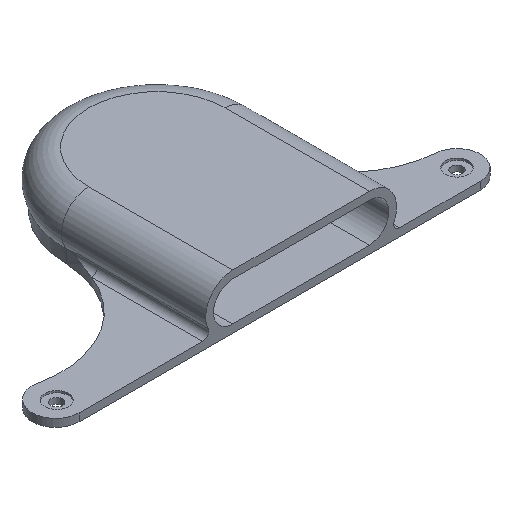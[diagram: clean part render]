
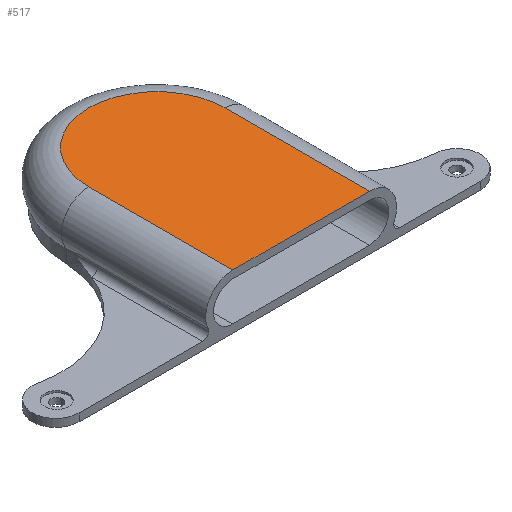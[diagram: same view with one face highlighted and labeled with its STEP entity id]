
A CAD part, isometric view. The second image highlights one B-rep face of the part: STEP entity #517.
In plain terms, the highlighted planar face has unit normal (0, 0, 1).
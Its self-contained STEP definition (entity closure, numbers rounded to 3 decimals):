
#39=PLANE('',#586);
#59=FACE_OUTER_BOUND('',#93,.T.);
#93=EDGE_LOOP('',(#399,#400,#401,#402));
#127=LINE('',#953,#158);
#128=LINE('',#965,#159);
#129=LINE('',#966,#160);
#158=VECTOR('',#709,10.);
#159=VECTOR('',#714,10.);
#160=VECTOR('',#715,10.);
#189=CIRCLE('',#572,17.5);
#232=VERTEX_POINT('',#892);
#233=VERTEX_POINT('',#894);
#245=VERTEX_POINT('',#952);
#246=VERTEX_POINT('',#964);
#287=EDGE_CURVE('',#233,#232,#189,.T.);
#303=EDGE_CURVE('',#245,#233,#127,.T.);
#306=EDGE_CURVE('',#246,#245,#128,.T.);
#307=EDGE_CURVE('',#246,#232,#129,.T.);
#399=ORIENTED_EDGE('',*,*,#306,.T.);
#400=ORIENTED_EDGE('',*,*,#303,.T.);
#401=ORIENTED_EDGE('',*,*,#287,.T.);
#402=ORIENTED_EDGE('',*,*,#307,.F.);
#517=ADVANCED_FACE('',(#59),#39,.T.);
#572=AXIS2_PLACEMENT_3D('',#895,#677,#678);
#586=AXIS2_PLACEMENT_3D('',#963,#712,#713);
#677=DIRECTION('center_axis',(0.,0.,1.));
#678=DIRECTION('ref_axis',(1.,0.,0.));
#709=DIRECTION('',(0.,1.,0.));
#712=DIRECTION('center_axis',(0.,0.,
1.));
#713=DIRECTION('ref_axis',(1.,0.,0.));
#714=DIRECTION('',(1.,0.,0.));
#715=DIRECTION('',(0.,1.,0.));
#892=CARTESIAN_POINT('',(39.5,31.286,14.));
#894=CARTESIAN_POINT('',(74.5,31.286,14.));
#895=CARTESIAN_POINT('Origin',(57.,31.286,14.));
#952=CARTESIAN_POINT('',(74.5,-5.714,14.));
#953=CARTESIAN_POINT('',(74.5,-5.714,14.));
#963=CARTESIAN_POINT('Origin',(39.5,-5.714,14.));
#964=CARTESIAN_POINT('',(39.5,-5.714,14.));
#965=CARTESIAN_POINT('',(39.5,-5.714,14.));
#966=CARTESIAN_POINT('',(39.5,-5.714,14.));
